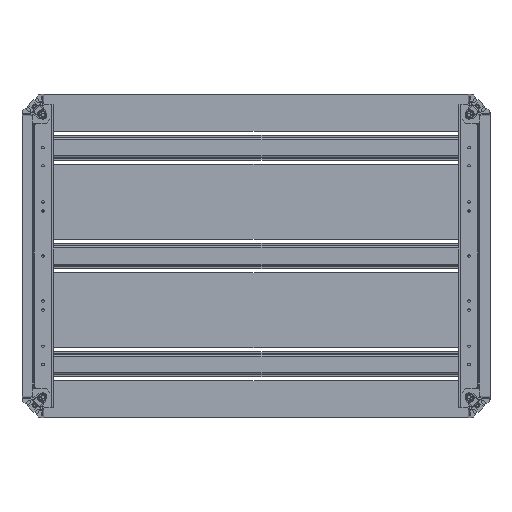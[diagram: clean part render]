
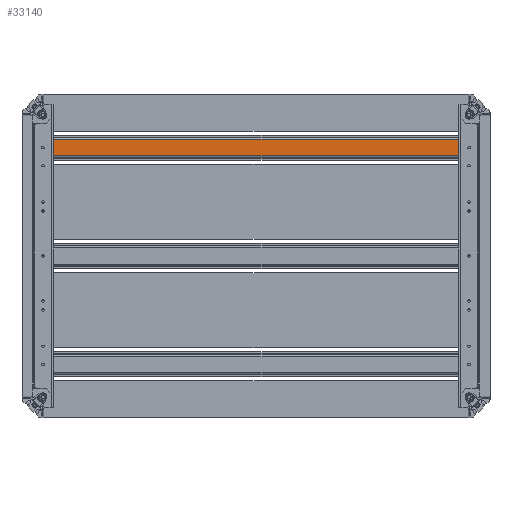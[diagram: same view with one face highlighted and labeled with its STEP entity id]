
A CAD part, front view. The second image highlights one B-rep face of the part: STEP entity #33140.
In plain terms, the highlighted planar face has unit normal (0, -1, 0).
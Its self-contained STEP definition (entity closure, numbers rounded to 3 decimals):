
#1675 = CARTESIAN_POINT ( 'NONE',  ( 11.5, -1., -302.5 ) ) ;
#2702 = ORIENTED_EDGE ( 'NONE', *, *, #47182, .F. ) ;
#3088 = ORIENTED_EDGE ( 'NONE', *, *, #36411, .T. ) ;
#3512 = CARTESIAN_POINT ( 'NONE',  ( 2.25, -1., 302.5 ) ) ;
#3547 = DIRECTION ( 'NONE',  ( 0., -1., 0. ) ) ;
#3710 = EDGE_CURVE ( 'NONE', #22058, #56998, #13421, .T. ) ;
#4039 = EDGE_CURVE ( 'NONE', #51530, #33390, #35181, .T. ) ;
#4526 = EDGE_LOOP ( 'NONE', ( #31534, #31887, #61151, #56648, #6505, #3088, #29549, #60465, #2702, #6553, #36035, #50995, #25933 ) ) ;
#5733 = AXIS2_PLACEMENT_3D ( 'NONE', #14249, #52417, #52618 ) ;
#6497 = CARTESIAN_POINT ( 'NONE',  ( -11.5, -1., -302.5 ) ) ;
#6505 = ORIENTED_EDGE ( 'NONE', *, *, #34470, .T. ) ;
#6553 = ORIENTED_EDGE ( 'NONE', *, *, #30762, .F. ) ;
#7070 = EDGE_CURVE ( 'NONE', #53896, #35314, #19923, .T. ) ;
#9424 = PLANE ( 'NONE',  #5733 ) ;
#9852 = CARTESIAN_POINT ( 'NONE',  ( 2.25, -1., -302.5 ) ) ;
#10167 = EDGE_CURVE ( 'NONE', #13536, #21146, #48690, .T. ) ;
#10437 = VECTOR ( 'NONE', #59411, 1000. ) ;
#10730 = LINE ( 'NONE', #40132, #34764 ) ;
#11886 = DIRECTION ( 'NONE',  ( 0., -1., 0. ) ) ;
#12036 = AXIS2_PLACEMENT_3D ( 'NONE', #32319, #3547, #37093 ) ;
#12660 = CARTESIAN_POINT ( 'NONE',  ( -2.25, -1., 295. ) ) ;
#12985 = DIRECTION ( 'NONE',  ( 0., 0., -1. ) ) ;
#13421 = LINE ( 'NONE', #16244, #37468 ) ;
#13536 = VERTEX_POINT ( 'NONE', #32206 ) ;
#13761 = CIRCLE ( 'NONE', #30259, 2.25 ) ;
#13786 = DIRECTION ( 'NONE',  ( 1., 0., 0. ) ) ;
#14226 = EDGE_CURVE ( 'NONE', #53896, #51530, #10730, .T. ) ;
#14249 = CARTESIAN_POINT ( 'NONE',  ( -11.5, -1., 302.5 ) ) ;
#14648 = DIRECTION ( 'NONE',  ( 0., 0., 1. ) ) ;
#15486 = EDGE_CURVE ( 'NONE', #33886, #21146, #32507, .T. ) ;
#16142 = CARTESIAN_POINT ( 'NONE',  ( 2.25, -1., -295. ) ) ;
#16244 = CARTESIAN_POINT ( 'NONE',  ( -2.25, -1., -295. ) ) ;
#16406 = CIRCLE ( 'NONE', #12036, 2.25 ) ;
#16554 = VECTOR ( 'NONE', #12985, 1000. ) ;
#17097 = CARTESIAN_POINT ( 'NONE',  ( 0., -1., -292.75 ) ) ;
#18927 = CARTESIAN_POINT ( 'NONE',  ( -2.25, -1., -302.5 ) ) ;
#19055 = LINE ( 'NONE', #9852, #55809 ) ;
#19709 = CARTESIAN_POINT ( 'NONE',  ( -11.5, -1., -302.5 ) ) ;
#19923 = LINE ( 'NONE', #53239, #43934 ) ;
#20308 = VERTEX_POINT ( 'NONE', #62215 ) ;
#21146 = VERTEX_POINT ( 'NONE', #46260 ) ;
#21308 = CARTESIAN_POINT ( 'NONE',  ( -11.5, -1., 302.5 ) ) ;
#21479 = CIRCLE ( 'NONE', #29190, 2.25 ) ;
#22058 = VERTEX_POINT ( 'NONE', #36529 ) ;
#24605 = DIRECTION ( 'NONE',  ( 0., 1., 0. ) ) ;
#25235 = DIRECTION ( 'NONE',  ( 0., 0., -1. ) ) ;
#25933 = ORIENTED_EDGE ( 'NONE', *, *, #14226, .F. ) ;
#29190 = AXIS2_PLACEMENT_3D ( 'NONE', #53294, #24605, #58096 ) ;
#29287 = LINE ( 'NONE', #19709, #40515 ) ;
#29549 = ORIENTED_EDGE ( 'NONE', *, *, #3710, .F. ) ;
#29885 = CARTESIAN_POINT ( 'NONE',  ( 11.5, -1., 302.5 ) ) ;
#29917 = CARTESIAN_POINT ( 'NONE',  ( -11.5, -1., 302.5 ) ) ;
#30259 = AXIS2_PLACEMENT_3D ( 'NONE', #40635, #11886, #45412 ) ;
#30762 = EDGE_CURVE ( 'NONE', #20308, #41126, #19055, .T. ) ;
#30816 = DIRECTION ( 'NONE',  ( 0., 0., -1. ) ) ;
#31166 = CARTESIAN_POINT ( 'NONE',  ( 2.25, -1., 295. ) ) ;
#31534 = ORIENTED_EDGE ( 'NONE', *, *, #7070, .T. ) ;
#31887 = ORIENTED_EDGE ( 'NONE', *, *, #42410, .T. ) ;
#32206 = CARTESIAN_POINT ( 'NONE',  ( -2.25, -1., 295. ) ) ;
#32319 = CARTESIAN_POINT ( 'NONE',  ( 0., -1., -295. ) ) ;
#32507 = LINE ( 'NONE', #29917, #43724 ) ;
#33140 = ADVANCED_FACE ( 'NONE', ( #49693 ), #9424, .F. ) ;
#33390 = VERTEX_POINT ( 'NONE', #1675 ) ;
#33701 = VECTOR ( 'NONE', #25235, 1000. ) ;
#33886 = VERTEX_POINT ( 'NONE', #21308 ) ;
#34470 = EDGE_CURVE ( 'NONE', #33886, #53406, #39072, .T. ) ;
#34764 = VECTOR ( 'NONE', #44938, 1000. ) ;
#35181 = LINE ( 'NONE', #29885, #33701 ) ;
#35314 = VERTEX_POINT ( 'NONE', #31166 ) ;
#36035 = ORIENTED_EDGE ( 'NONE', *, *, #46390, .T. ) ;
#36411 = EDGE_CURVE ( 'NONE', #53406, #56998, #29287, .T. ) ;
#36529 = CARTESIAN_POINT ( 'NONE',  ( -2.25, -1., -295. ) ) ;
#37093 = DIRECTION ( 'NONE',  ( -1., 0., 0. ) ) ;
#37468 = VECTOR ( 'NONE', #30816, 1000. ) ;
#37552 = LINE ( 'NONE', #42547, #39038 ) ;
#39038 = VECTOR ( 'NONE', #13786, 1000. ) ;
#39072 = LINE ( 'NONE', #46534, #16554 ) ;
#39508 = DIRECTION ( 'NONE',  ( 1., 0., 0. ) ) ;
#40132 = CARTESIAN_POINT ( 'NONE',  ( -11.5, -1., 302.5 ) ) ;
#40515 = VECTOR ( 'NONE', #48422, 1000. ) ;
#40635 = CARTESIAN_POINT ( 'NONE',  ( 0., -1., -295. ) ) ;
#41126 = VERTEX_POINT ( 'NONE', #16142 ) ;
#42410 = EDGE_CURVE ( 'NONE', #35314, #13536, #21479, .T. ) ;
#42547 = CARTESIAN_POINT ( 'NONE',  ( -11.5, -1., -302.5 ) ) ;
#43724 = VECTOR ( 'NONE', #39508, 1000. ) ;
#43807 = DIRECTION ( 'NONE',  ( 0., 0., -1. ) ) ;
#43934 = VECTOR ( 'NONE', #43807, 1000. ) ;
#44938 = DIRECTION ( 'NONE',  ( 1., 0., 0. ) ) ;
#45412 = DIRECTION ( 'NONE',  ( -1., 0., 0. ) ) ;
#46260 = CARTESIAN_POINT ( 'NONE',  ( -2.25, -1., 302.5 ) ) ;
#46390 = EDGE_CURVE ( 'NONE', #20308, #33390, #37552, .T. ) ;
#46534 = CARTESIAN_POINT ( 'NONE',  ( -11.5, -1., 302.5 ) ) ;
#47182 = EDGE_CURVE ( 'NONE', #41126, #59644, #16406, .T. ) ;
#48422 = DIRECTION ( 'NONE',  ( 1., 0., 0. ) ) ;
#48690 = LINE ( 'NONE', #12660, #10437 ) ;
#49693 = FACE_OUTER_BOUND ( 'NONE', #4526, .T. ) ;
#50995 = ORIENTED_EDGE ( 'NONE', *, *, #4039, .F. ) ;
#51530 = VERTEX_POINT ( 'NONE', #59746 ) ;
#52417 = DIRECTION ( 'NONE',  ( 0., 1., 0. ) ) ;
#52618 = DIRECTION ( 'NONE',  ( -1., 0., 0. ) ) ;
#53239 = CARTESIAN_POINT ( 'NONE',  ( 2.25, -1., 302.5 ) ) ;
#53294 = CARTESIAN_POINT ( 'NONE',  ( 0., -1., 295. ) ) ;
#53406 = VERTEX_POINT ( 'NONE', #6497 ) ;
#53896 = VERTEX_POINT ( 'NONE', #3512 ) ;
#55809 = VECTOR ( 'NONE', #14648, 1000. ) ;
#56648 = ORIENTED_EDGE ( 'NONE', *, *, #15486, .F. ) ;
#56998 = VERTEX_POINT ( 'NONE', #18927 ) ;
#58096 = DIRECTION ( 'NONE',  ( -1., 0., 0. ) ) ;
#58169 = EDGE_CURVE ( 'NONE', #59644, #22058, #13761, .T. ) ;
#59411 = DIRECTION ( 'NONE',  ( 0., 0., 1. ) ) ;
#59644 = VERTEX_POINT ( 'NONE', #17097 ) ;
#59746 = CARTESIAN_POINT ( 'NONE',  ( 11.5, -1., 302.5 ) ) ;
#60465 = ORIENTED_EDGE ( 'NONE', *, *, #58169, .F. ) ;
#61151 = ORIENTED_EDGE ( 'NONE', *, *, #10167, .T. ) ;
#62215 = CARTESIAN_POINT ( 'NONE',  ( 2.25, -1., -302.5 ) ) ;
